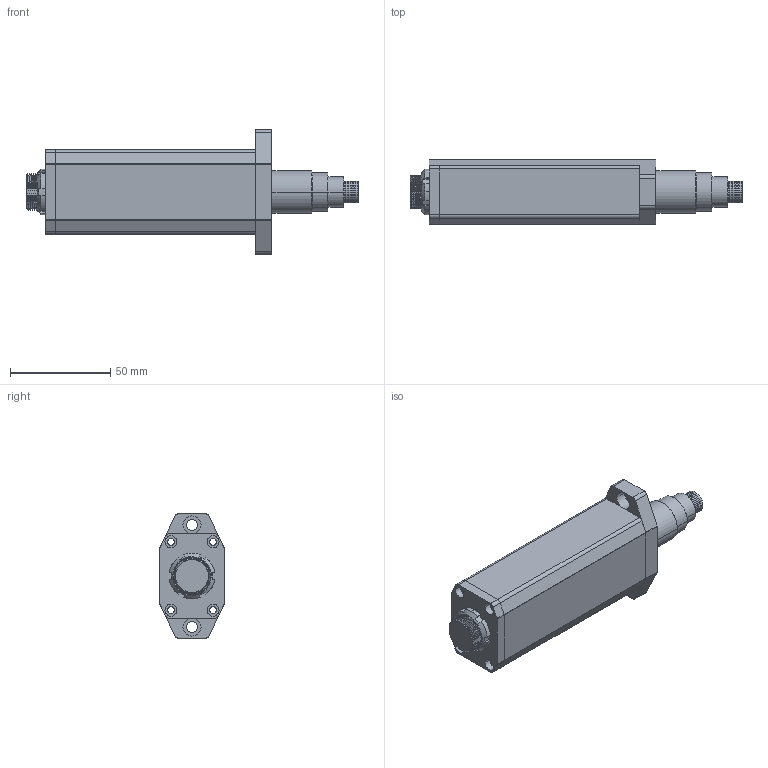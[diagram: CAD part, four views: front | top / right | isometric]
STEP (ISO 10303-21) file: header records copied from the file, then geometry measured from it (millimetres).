
FILE_DESCRIPTION (( 'STEP AP203' ), '1' );
FILE_NAME ('33W-D4.STEP', '2022-12-25T02:37:40', ( 'Microsoft' ), ( 'Microsoft' ), 'SwSTEP 2.0', 'SolidWorks 2020', '' );
FILE_SCHEMA (( 'CONFIG_CONTROL_DESIGN' ));
Length unit declared in the file: millimetre
Products named in the file (1): 33W-D4
Bounding box: 165.65 x 32 x 62 mm (x, y, z)
Surface area: 24920.3 mm2 (no closed solid volume)
Topology: 0 solids, 8 shells, 253 faces, 880 edges, 632 vertices
Faces by surface type: cylinder 102, plane 76, torus 28, bspline 26, cone 21
Entity records: 13094 total; most frequent: CARTESIAN_POINT 5961, ORIENTED_EDGE 1435, DIRECTION 1318, EDGE_CURVE 880, VERTEX_POINT 632, AXIS2_PLACEMENT_3D 522, B_SPLINE_CURVE_WITH_KNOTS 312, EDGE_LOOP 299
